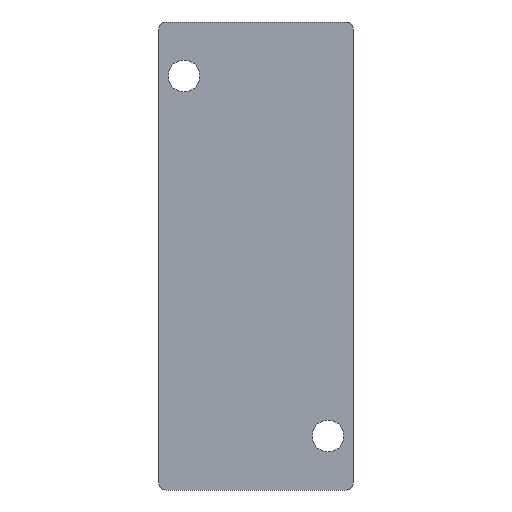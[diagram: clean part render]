
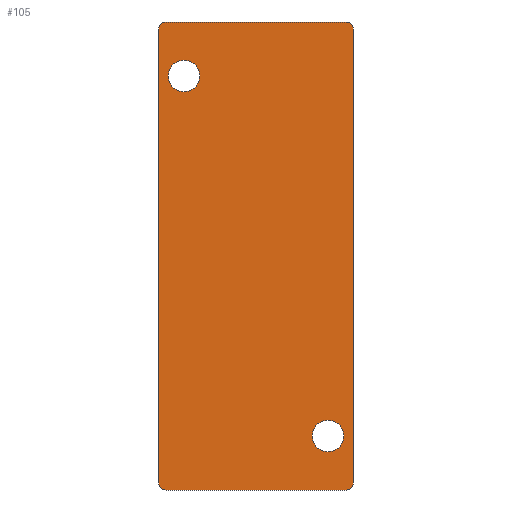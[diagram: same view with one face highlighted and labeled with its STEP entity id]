
A CAD part, front view. The second image highlights one B-rep face of the part: STEP entity #105.
In plain terms, the highlighted planar face has unit normal (0, -1, 0).
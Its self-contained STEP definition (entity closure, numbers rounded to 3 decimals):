
#5 = VERTEX_POINT ( 'NONE', #426 ) ;
#9 = ORIENTED_EDGE ( 'NONE', *, *, #158, .T. ) ;
#15 = VERTEX_POINT ( 'NONE', #387 ) ;
#27 = VECTOR ( 'NONE', #211, 1000. ) ;
#33 = AXIS2_PLACEMENT_3D ( 'NONE', #155, #452, #379 ) ;
#36 = EDGE_CURVE ( 'NONE', #299, #87, #271, .T. ) ;
#37 = DIRECTION ( 'NONE',  ( 0., 0., 1. ) ) ;
#42 = CIRCLE ( 'NONE', #82, 2.2 ) ;
#43 = CARTESIAN_POINT ( 'NONE',  ( 27., 0., -31.5 ) ) ;
#45 = EDGE_LOOP ( 'NONE', ( #110, #9 ) ) ;
#46 = AXIS2_PLACEMENT_3D ( 'NONE', #431, #208, #284 ) ;
#47 = EDGE_LOOP ( 'NONE', ( #120, #58, #336, #148, #77, #458, #277, #239 ) ) ;
#50 = CIRCLE ( 'NONE', #46, 2.2 ) ;
#56 = AXIS2_PLACEMENT_3D ( 'NONE', #487, #71, #37 ) ;
#58 = ORIENTED_EDGE ( 'NONE', *, *, #238, .T. ) ;
#59 = CARTESIAN_POINT ( 'NONE',  ( 1., 0., 32.5 ) ) ;
#64 = CIRCLE ( 'NONE', #316, 2.2 ) ;
#71 = DIRECTION ( 'NONE',  ( 0., -1., 0. ) ) ;
#73 = ORIENTED_EDGE ( 'NONE', *, *, #307, .T. ) ;
#77 = ORIENTED_EDGE ( 'NONE', *, *, #226, .F. ) ;
#82 = AXIS2_PLACEMENT_3D ( 'NONE', #116, #274, #311 ) ;
#87 = VERTEX_POINT ( 'NONE', #283 ) ;
#105 = ADVANCED_FACE ( 'NONE', ( #153, #143, #476 ), #466, .F. ) ;
#109 = AXIS2_PLACEMENT_3D ( 'NONE', #305, #337, #184 ) ;
#110 = ORIENTED_EDGE ( 'NONE', *, *, #470, .T. ) ;
#112 = EDGE_CURVE ( 'NONE', #340, #122, #335, .T. ) ;
#116 = CARTESIAN_POINT ( 'NONE',  ( 23.5, 0., -25. ) ) ;
#120 = ORIENTED_EDGE ( 'NONE', *, *, #290, .T. ) ;
#122 = VERTEX_POINT ( 'NONE', #43 ) ;
#124 = AXIS2_PLACEMENT_3D ( 'NONE', #127, #318, #134 ) ;
#125 = CARTESIAN_POINT ( 'NONE',  ( 1., 0., -31.5 ) ) ;
#127 = CARTESIAN_POINT ( 'NONE',  ( 27., 0., -32.5 ) ) ;
#133 = AXIS2_PLACEMENT_3D ( 'NONE', #468, #433, #475 ) ;
#134 = DIRECTION ( 'NONE',  ( 0., 0., 1. ) ) ;
#138 = EDGE_CURVE ( 'NONE', #340, #295, #421, .T. ) ;
#143 = FACE_BOUND ( 'NONE', #215, .T. ) ;
#148 = ORIENTED_EDGE ( 'NONE', *, *, #36, .T. ) ;
#153 = FACE_BOUND ( 'NONE', #45, .T. ) ;
#155 = CARTESIAN_POINT ( 'NONE',  ( 26., 0., 31.5 ) ) ;
#158 = EDGE_CURVE ( 'NONE', #177, #278, #42, .T. ) ;
#166 = DIRECTION ( 'NONE',  ( 0., 0., 1. ) ) ;
#167 = CARTESIAN_POINT ( 'NONE',  ( 23.5, 0., -22.8 ) ) ;
#168 = DIRECTION ( 'NONE',  ( 0., 0., -1. ) ) ;
#176 = CARTESIAN_POINT ( 'NONE',  ( 27., 0., 31.5 ) ) ;
#177 = VERTEX_POINT ( 'NONE', #485 ) ;
#184 = DIRECTION ( 'NONE',  ( 0., 0., 1. ) ) ;
#194 = VECTOR ( 'NONE', #168, 1000. ) ;
#208 = DIRECTION ( 'NONE',  ( 0., 1., 0. ) ) ;
#210 = LINE ( 'NONE', #391, #27 ) ;
#211 = DIRECTION ( 'NONE',  ( -1., 0., 0. ) ) ;
#215 = EDGE_LOOP ( 'NONE', ( #406, #73 ) ) ;
#226 = EDGE_CURVE ( 'NONE', #15, #87, #450, .T. ) ;
#234 = VECTOR ( 'NONE', #423, 1000. ) ;
#238 = EDGE_CURVE ( 'NONE', #469, #5, #361, .T. ) ;
#239 = ORIENTED_EDGE ( 'NONE', *, *, #138, .T. ) ;
#240 = DIRECTION ( 'NONE',  ( 0., 0., 1. ) ) ;
#241 = CARTESIAN_POINT ( 'NONE',  ( 0., 0., -31.5 ) ) ;
#245 = DIRECTION ( 'NONE',  ( 0., 1., 0. ) ) ;
#247 = EDGE_CURVE ( 'NONE', #15, #122, #310, .T. ) ;
#260 = CARTESIAN_POINT ( 'NONE',  ( 3.5, 0., 22.8 ) ) ;
#263 = CARTESIAN_POINT ( 'NONE',  ( 27., 0., -32.5 ) ) ;
#265 = AXIS2_PLACEMENT_3D ( 'NONE', #125, #456, #240 ) ;
#266 = EDGE_CURVE ( 'NONE', #5, #299, #392, .T. ) ;
#271 = CIRCLE ( 'NONE', #265, 1. ) ;
#272 = VERTEX_POINT ( 'NONE', #354 ) ;
#274 = DIRECTION ( 'NONE',  ( 0., 1., 0. ) ) ;
#276 = EDGE_CURVE ( 'NONE', #272, #405, #64, .T. ) ;
#277 = ORIENTED_EDGE ( 'NONE', *, *, #112, .F. ) ;
#278 = VERTEX_POINT ( 'NONE', #167 ) ;
#283 = CARTESIAN_POINT ( 'NONE',  ( 1., 0., -32.5 ) ) ;
#284 = DIRECTION ( 'NONE',  ( 0., 0., 1. ) ) ;
#290 = EDGE_CURVE ( 'NONE', #295, #469, #210, .T. ) ;
#292 = CIRCLE ( 'NONE', #133, 2.2 ) ;
#295 = VERTEX_POINT ( 'NONE', #467 ) ;
#299 = VERTEX_POINT ( 'NONE', #241 ) ;
#305 = CARTESIAN_POINT ( 'NONE',  ( 26., 0., -31.5 ) ) ;
#307 = EDGE_CURVE ( 'NONE', #405, #272, #50, .T. ) ;
#310 = CIRCLE ( 'NONE', #109, 1. ) ;
#311 = DIRECTION ( 'NONE',  ( 0., 0., 1. ) ) ;
#316 = AXIS2_PLACEMENT_3D ( 'NONE', #460, #245, #166 ) ;
#318 = DIRECTION ( 'NONE',  ( 0., 1., 0. ) ) ;
#323 = CARTESIAN_POINT ( 'NONE',  ( 0., 0., -32.5 ) ) ;
#335 = LINE ( 'NONE', #377, #234 ) ;
#336 = ORIENTED_EDGE ( 'NONE', *, *, #266, .T. ) ;
#337 = DIRECTION ( 'NONE',  ( 0., -1., 0. ) ) ;
#340 = VERTEX_POINT ( 'NONE', #176 ) ;
#350 = VECTOR ( 'NONE', #371, 1000. ) ;
#354 = CARTESIAN_POINT ( 'NONE',  ( 3.5, 0., 27.2 ) ) ;
#361 = CIRCLE ( 'NONE', #56, 1. ) ;
#371 = DIRECTION ( 'NONE',  ( -1., 0., 0. ) ) ;
#377 = CARTESIAN_POINT ( 'NONE',  ( 27., 0., -32.5 ) ) ;
#379 = DIRECTION ( 'NONE',  ( 0., 0., 1. ) ) ;
#387 = CARTESIAN_POINT ( 'NONE',  ( 26., 0., -32.5 ) ) ;
#391 = CARTESIAN_POINT ( 'NONE',  ( 27., 0., 32.5 ) ) ;
#392 = LINE ( 'NONE', #323, #194 ) ;
#405 = VERTEX_POINT ( 'NONE', #260 ) ;
#406 = ORIENTED_EDGE ( 'NONE', *, *, #276, .T. ) ;
#421 = CIRCLE ( 'NONE', #33, 1. ) ;
#423 = DIRECTION ( 'NONE',  ( 0., 0., -1. ) ) ;
#426 = CARTESIAN_POINT ( 'NONE',  ( 0., 0., 31.5 ) ) ;
#431 = CARTESIAN_POINT ( 'NONE',  ( 3.5, 0., 25. ) ) ;
#433 = DIRECTION ( 'NONE',  ( 0., 1., 0. ) ) ;
#450 = LINE ( 'NONE', #263, #350 ) ;
#452 = DIRECTION ( 'NONE',  ( 0., -1., 0. ) ) ;
#456 = DIRECTION ( 'NONE',  ( 0., -1., 0. ) ) ;
#458 = ORIENTED_EDGE ( 'NONE', *, *, #247, .T. ) ;
#460 = CARTESIAN_POINT ( 'NONE',  ( 3.5, 0., 25. ) ) ;
#466 = PLANE ( 'NONE',  #124 ) ;
#467 = CARTESIAN_POINT ( 'NONE',  ( 26., 0., 32.5 ) ) ;
#468 = CARTESIAN_POINT ( 'NONE',  ( 23.5, 0., -25. ) ) ;
#469 = VERTEX_POINT ( 'NONE', #59 ) ;
#470 = EDGE_CURVE ( 'NONE', #278, #177, #292, .T. ) ;
#475 = DIRECTION ( 'NONE',  ( 0., 0., 1. ) ) ;
#476 = FACE_OUTER_BOUND ( 'NONE', #47, .T. ) ;
#485 = CARTESIAN_POINT ( 'NONE',  ( 23.5, 0., -27.2 ) ) ;
#487 = CARTESIAN_POINT ( 'NONE',  ( 1., 0., 31.5 ) ) ;
